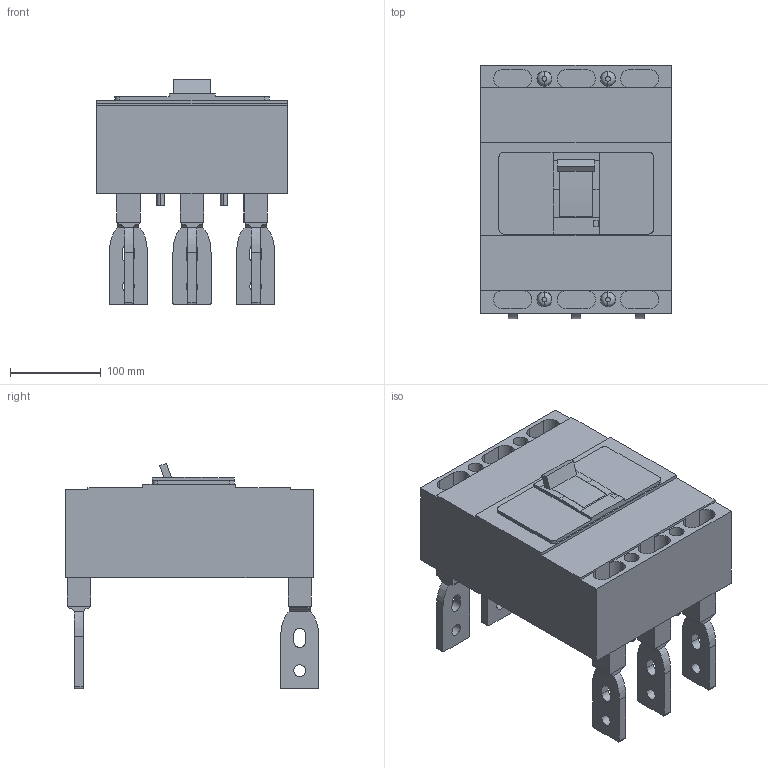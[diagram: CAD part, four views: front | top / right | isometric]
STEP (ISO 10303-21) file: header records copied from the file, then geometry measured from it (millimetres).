
FILE_DESCRIPTION(('CoCreate Modeling STEP Export'),'2;1');
FILE_NAME('Ｓ６３０ＮＦ３Ｒ.stp','2016-03-31T13:55:16',(''),(''),'CoCreate Modeling STEP processor for AP214 (Solid Model)','CoCreate Modeling 17.0 01-Apr-2010 (C) Parametric Technology GmbH','');
FILE_SCHEMA(('AUTOMOTIVE_DESIGN { 1 0 10303 214 1 1 1 1 }'));
Length unit declared in the file: millimetre
Products named in the file (3): p1; p2; Ｓ６３０ＮＦ３Ｒ
Assembly tree (5 placements, depth 2):
  Ｓ６３０ＮＦ３Ｒ
    p2  x4
    p1
Bounding box: 210 x 279 x 248.18 mm (x, y, z)
Volume: 5787861.7 mm3; surface area: 359672.1 mm2
Topology: 5 solids, 5 shells, 292 faces, 754 edges, 494 vertices
Faces by surface type: plane 161, cylinder 111, extrusion 12, torus 8
Entity records: 9094 total; most frequent: CARTESIAN_POINT 1864, ORIENTED_EDGE 1412, DIRECTION 1202, EDGE_CURVE 706, VECTOR 470, VERTEX_POINT 464, LINE 458, AXIS2_PLACEMENT_3D 366
